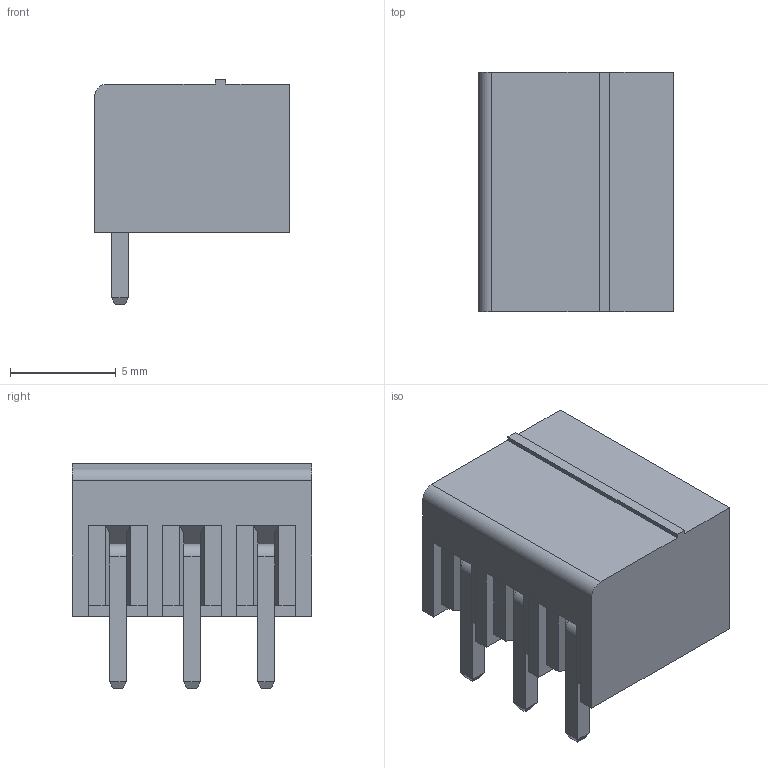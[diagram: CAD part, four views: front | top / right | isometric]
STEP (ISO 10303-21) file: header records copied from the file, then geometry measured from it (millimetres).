
FILE_DESCRIPTION (( 'STEP AP214' ), '1' );
FILE_NAME ('User Library-15EDGRC-3.5-3.STEP', '2017-06-14T14:38:16', ( 'Windows User' ), ( '' ), 'SwSTEP 2.0', 'SolidWorks 2017', '' );
FILE_SCHEMA (( 'AUTOMOTIVE_DESIGN' ));
Length unit declared in the file: millimetre
Products named in the file (1): User Library-15EDGRC-3.5-3
Bounding box: 9.2 x 11.3 x 10.6 mm (x, y, z)
Volume: 389.5 mm3; surface area: 1075.8 mm2
Topology: 4 solids, 4 shells, 172 faces, 462 edges, 298 vertices
Faces by surface type: plane 165, cylinder 7
Entity records: 5313 total; most frequent: CARTESIAN_POINT 933, ORIENTED_EDGE 924, DIRECTION 822, EDGE_CURVE 462, LINE 448, VECTOR 448, VERTEX_POINT 298, AXIS2_PLACEMENT_3D 187
